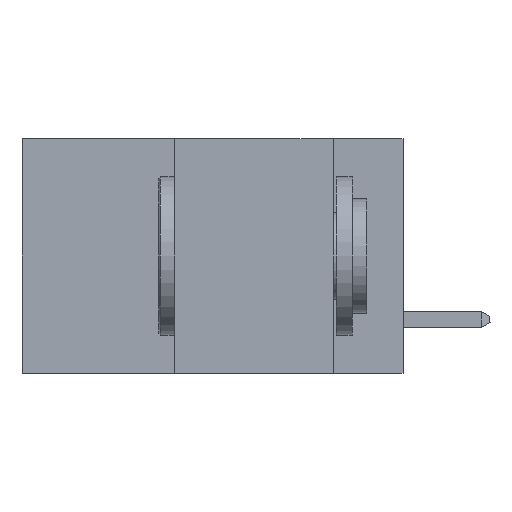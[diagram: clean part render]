
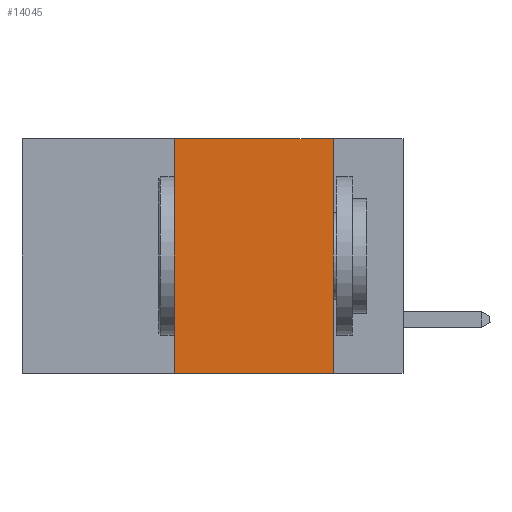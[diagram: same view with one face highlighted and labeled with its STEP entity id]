
A CAD part, left-side view. The second image highlights one B-rep face of the part: STEP entity #14045.
In plain terms, the highlighted planar face has unit normal (-1, 0, 0).
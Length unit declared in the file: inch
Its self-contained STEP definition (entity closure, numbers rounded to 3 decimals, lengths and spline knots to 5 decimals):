
#3074 = ORIENTED_EDGE ( 'NONE', *, *, #21473, .T. ) ;
#3346 = LINE ( 'NONE', #7706, #12905 ) ;
#3483 = DIRECTION ( 'NONE',  ( 1., 0., 0. ) ) ;
#4213 = CARTESIAN_POINT ( 'NONE',  ( 0., 0.36, -0.37 ) ) ;
#4487 = ORIENTED_EDGE ( 'NONE', *, *, #10266, .F. ) ;
#4543 = CARTESIAN_POINT ( 'NONE',  ( 0., 0.36, 0. ) ) ;
#4981 = DIRECTION ( 'NONE',  ( 0., 0., -1. ) ) ;
#5436 = VERTEX_POINT ( 'NONE', #10365 ) ;
#6595 = DIRECTION ( 'NONE',  ( 0., -1., 0. ) ) ;
#6602 = AXIS2_PLACEMENT_3D ( 'NONE', #13459, #3483, #4981 ) ;
#6811 = ORIENTED_EDGE ( 'NONE', *, *, #21563, .F. ) ;
#7306 = VECTOR ( 'NONE', #18921, 39.37008 ) ;
#7706 = CARTESIAN_POINT ( 'NONE',  ( 0., 0.6, 0. ) ) ;
#9906 = VERTEX_POINT ( 'NONE', #11128 ) ;
#10266 = EDGE_CURVE ( 'NONE', #20632, #12636, #16328, .T. ) ;
#10302 = CARTESIAN_POINT ( 'NONE',  ( 0., 0.36, 0. ) ) ;
#10365 = CARTESIAN_POINT ( 'NONE',  ( 0., 0.11, 0. ) ) ;
#11088 = DIRECTION ( 'NONE',  ( 0., -1., 0. ) ) ;
#11128 = CARTESIAN_POINT ( 'NONE',  ( 0., 0.11, -0.37 ) ) ;
#11546 = VECTOR ( 'NONE', #20495, 39.37008 ) ;
#12636 = VERTEX_POINT ( 'NONE', #4543 ) ;
#12905 = VECTOR ( 'NONE', #11088, 39.37008 ) ;
#13274 = ORIENTED_EDGE ( 'NONE', *, *, #18052, .F. ) ;
#13459 = CARTESIAN_POINT ( 'NONE',  ( 0., 0.6, 0. ) ) ;
#13677 = PLANE ( 'NONE',  #6602 ) ;
#14045 = ADVANCED_FACE ( 'NONE', ( #17590 ), #13677, .F. ) ;
#16051 = LINE ( 'NONE', #18882, #11546 ) ;
#16328 = LINE ( 'NONE', #10302, #7306 ) ;
#16977 = CARTESIAN_POINT ( 'NONE',  ( 0., 0.6, -0.37 ) ) ;
#17435 = VECTOR ( 'NONE', #6595, 39.37008 ) ;
#17590 = FACE_OUTER_BOUND ( 'NONE', #20491, .T. ) ;
#17685 = LINE ( 'NONE', #16977, #17435 ) ;
#18052 = EDGE_CURVE ( 'NONE', #5436, #9906, #16051, .T. ) ;
#18882 = CARTESIAN_POINT ( 'NONE',  ( 0., 0.11, 0. ) ) ;
#18921 = DIRECTION ( 'NONE',  ( 0., 0., 1. ) ) ;
#20491 = EDGE_LOOP ( 'NONE', ( #13274, #6811, #4487, #3074 ) ) ;
#20495 = DIRECTION ( 'NONE',  ( 0., 0., -1. ) ) ;
#20632 = VERTEX_POINT ( 'NONE', #4213 ) ;
#21473 = EDGE_CURVE ( 'NONE', #20632, #9906, #17685, .T. ) ;
#21563 = EDGE_CURVE ( 'NONE', #12636, #5436, #3346, .T. ) ;
